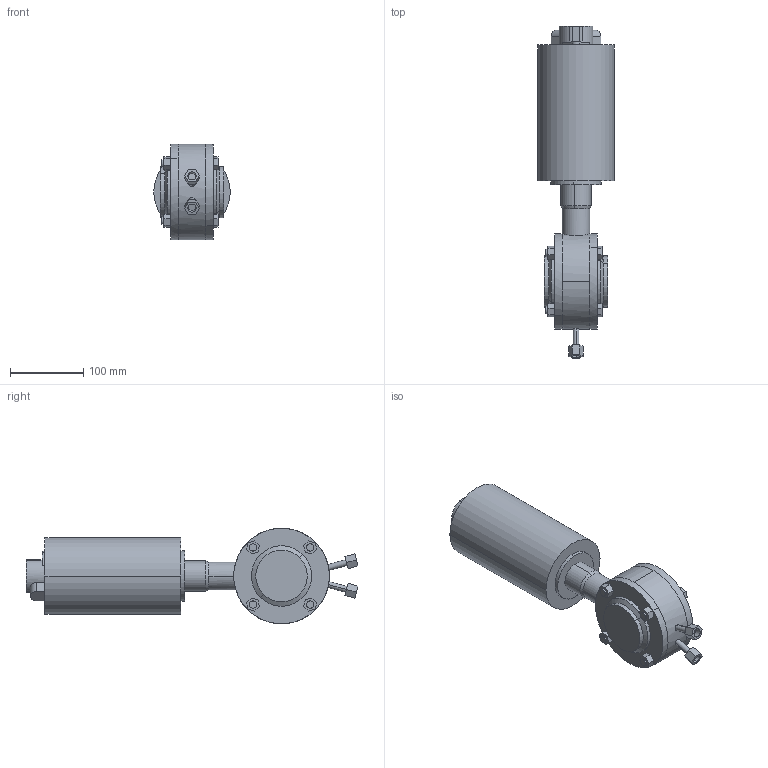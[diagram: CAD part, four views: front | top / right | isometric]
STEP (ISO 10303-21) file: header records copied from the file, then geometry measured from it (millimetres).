
FILE_DESCRIPTION (( 'STEP AP214' ), '1' );
FILE_NAME ('4867065xxx-xxx.STEP', '2014-03-07T09:23:03', ( 'install' ), ( 'Microsoft' ), 'SwSTEP 2.0', 'SolidWorks 2013', '' );
FILE_SCHEMA (( 'AUTOMOTIVE_DESIGN' ));
Length unit declared in the file: millimetre
Products named in the file (1): 4867065xxx-xxx
Bounding box: 104 x 451.8 x 130 mm (x, y, z)
Volume: 2645416 mm3; surface area: 153457.2 mm2
Topology: 1 solids, 1 shells, 503 faces, 1289 edges, 844 vertices
Faces by surface type: plane 226, bspline 215, cylinder 56, cone 6
Entity records: 20099 total; most frequent: CARTESIAN_POINT 9248, ORIENTED_EDGE 2578, DIRECTION 1551, EDGE_CURVE 1289, VERTEX_POINT 844, LINE 725, VECTOR 725, EDGE_LOOP 559
